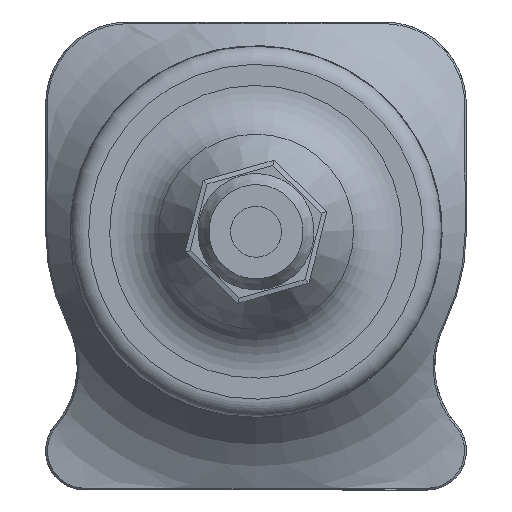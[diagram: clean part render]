
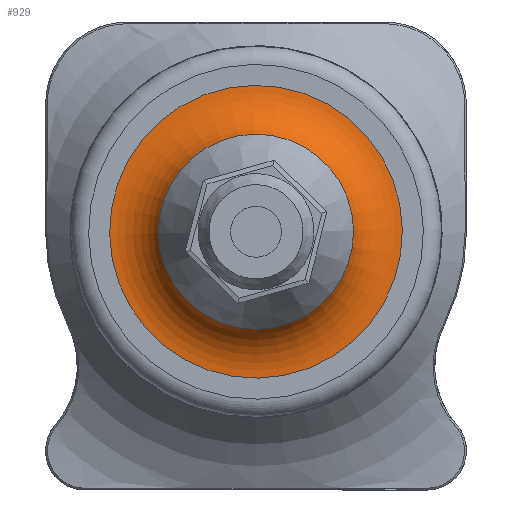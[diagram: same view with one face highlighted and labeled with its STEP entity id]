
A CAD part, front view. The second image highlights one B-rep face of the part: STEP entity #929.
In plain terms, the highlighted toroidal (fillet/blend) face has major radius 16 mm and minor radius 6 mm.
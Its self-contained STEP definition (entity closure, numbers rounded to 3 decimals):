
#898=CARTESIAN_POINT('',(7.795,-2.2,13.973));
#899=VERTEX_POINT('',#898);
#900=CARTESIAN_POINT('',(0.,-2.2,0.));
#901=DIRECTION('',(0.,-1.0,0.));
#902=DIRECTION('',(0.487,0.,0.873));
#903=AXIS2_PLACEMENT_3D('',#900,#901,#902);
#904=CIRCLE('',#903,16.0);
#905=EDGE_CURVE('',#899,#899,#904,.T.);
#910=CARTESIAN_POINT('',(0.,-8.2,0.));
#911=DIRECTION('',(0.,-1.0,0.0));
#912=DIRECTION('',(0.873,0.,-0.487));
#913=AXIS2_PLACEMENT_3D('',#910,#911,#912);
#914=TOROIDAL_SURFACE('',#913,16.,6.);
#915=CARTESIAN_POINT('',(5.197,-5.452,9.315));
#916=VERTEX_POINT('',#915);
#917=CARTESIAN_POINT('',(0.,-5.452,0.));
#918=DIRECTION('',(0.,-1.0,0.));
#919=DIRECTION('',(0.487,0.,0.873));
#920=AXIS2_PLACEMENT_3D('',#917,#918,#919);
#921=CIRCLE('',#920,10.667);
#922=EDGE_CURVE('',#916,#916,#921,.T.);
#923=ORIENTED_EDGE('',*,*,#922,.F.);
#924=EDGE_LOOP('',(#923));
#925=FACE_OUTER_BOUND('',#924,.T.);
#926=ORIENTED_EDGE('',*,*,#905,.T.);
#927=EDGE_LOOP('',(#926));
#928=FACE_BOUND('',#927,.T.);
#929=ADVANCED_FACE('',(#925,#928),#914,.F.);
